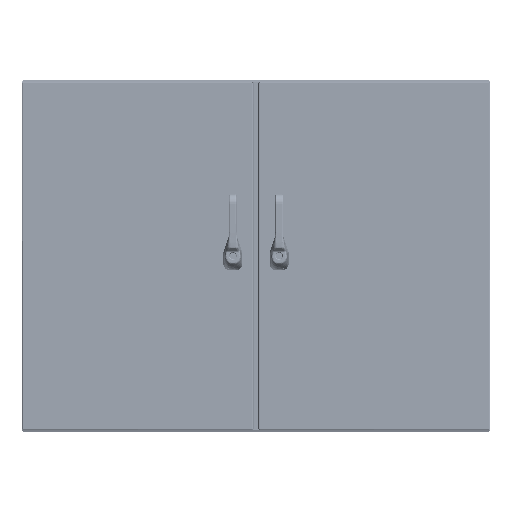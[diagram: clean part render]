
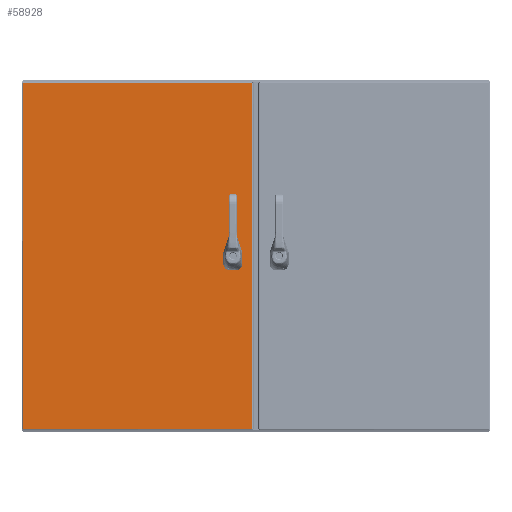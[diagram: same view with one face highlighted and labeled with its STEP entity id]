
A CAD part, top view. The second image highlights one B-rep face of the part: STEP entity #58928.
In plain terms, the highlighted face is planar.
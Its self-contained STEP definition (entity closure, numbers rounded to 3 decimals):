
#9329=LINE('',#84177,#13416);
#9333=LINE('',#84189,#13420);
#9337=LINE('',#84201,#13424);
#9341=LINE('',#84211,#13428);
#9365=LINE('',#84304,#13452);
#9380=LINE('',#84404,#13467);
#9386=LINE('',#84485,#13473);
#9400=LINE('',#84582,#13487);
#13416=VECTOR('',#68271,0.394);
#13420=VECTOR('',#68283,0.394);
#13424=VECTOR('',#68295,0.394);
#13428=VECTOR('',#68307,0.394);
#13452=VECTOR('',#68397,0.394);
#13467=VECTOR('',#68426,0.394);
#13473=VECTOR('',#68438,0.394);
#13487=VECTOR('',#68466,0.394);
#17337=PLANE('',#62188);
#18133=FACE_BOUND('',#21316,.T.);
#18134=FACE_BOUND('',#21317,.T.);
#18135=FACE_BOUND('',#21318,.T.);
#18136=FACE_BOUND('',#21319,.T.);
#18708=FACE_OUTER_BOUND('',#21315,.T.);
#21315=EDGE_LOOP('',(#45503,#45504,#45505,#45506));
#21316=EDGE_LOOP('',(#45507,#45508,#45509,#45510,#45511,#45512,#45513,#45514));
#21317=EDGE_LOOP('',(#45515));
#21318=EDGE_LOOP('',(#45516));
#21319=EDGE_LOOP('',(#45517));
#24051=CIRCLE('',#62118,0.453);
#24053=CIRCLE('',#62122,0.453);
#24055=CIRCLE('',#62126,0.453);
#24057=CIRCLE('',#62130,0.453);
#24059=CIRCLE('',#62134,0.14);
#24061=CIRCLE('',#62137,0.14);
#24063=CIRCLE('',#62140,0.14);
#27368=VERTEX_POINT('',#84168);
#27369=VERTEX_POINT('',#84170);
#27371=VERTEX_POINT('',#84176);
#27373=VERTEX_POINT('',#84182);
#27375=VERTEX_POINT('',#84188);
#27377=VERTEX_POINT('',#84194);
#27379=VERTEX_POINT('',#84200);
#27381=VERTEX_POINT('',#84206);
#27383=VERTEX_POINT('',#84215);
#27385=VERTEX_POINT('',#84220);
#27387=VERTEX_POINT('',#84225);
#27409=VERTEX_POINT('',#84295);
#27410=VERTEX_POINT('',#84303);
#27419=VERTEX_POINT('',#84395);
#27420=VERTEX_POINT('',#84403);
#35791=EDGE_CURVE('',#27369,#27368,#24051,.T.);
#35794=EDGE_CURVE('',#27371,#27369,#9329,.T.);
#35797=EDGE_CURVE('',#27373,#27371,#24053,.T.);
#35800=EDGE_CURVE('',#27375,#27373,#9333,.T.);
#35803=EDGE_CURVE('',#27377,#27375,#24055,.T.);
#35806=EDGE_CURVE('',#27379,#27377,#9337,.T.);
#35809=EDGE_CURVE('',#27381,#27379,#24057,.T.);
#35812=EDGE_CURVE('',#27368,#27381,#9341,.T.);
#35814=EDGE_CURVE('',#27383,#27383,#24059,.T.);
#35816=EDGE_CURVE('',#27385,#27385,#24061,.T.);
#35818=EDGE_CURVE('',#27387,#27387,#24063,.T.);
#35851=EDGE_CURVE('',#27410,#27409,#9365,.T.);
#35870=EDGE_CURVE('',#27420,#27419,#9380,.T.);
#35880=EDGE_CURVE('',#27419,#27410,#9386,.T.);
#35898=EDGE_CURVE('',#27409,#27420,#9400,.T.);
#45503=ORIENTED_EDGE('',*,*,#35851,.T.);
#45504=ORIENTED_EDGE('',*,*,#35898,.T.);
#45505=ORIENTED_EDGE('',*,*,#35870,.T.);
#45506=ORIENTED_EDGE('',*,*,#35880,.T.);
#45507=ORIENTED_EDGE('',*,*,#35791,.T.);
#45508=ORIENTED_EDGE('',*,*,#35812,.T.);
#45509=ORIENTED_EDGE('',*,*,#35809,.T.);
#45510=ORIENTED_EDGE('',*,*,#35806,.T.);
#45511=ORIENTED_EDGE('',*,*,#35803,.T.);
#45512=ORIENTED_EDGE('',*,*,#35800,.T.);
#45513=ORIENTED_EDGE('',*,*,#35797,.T.);
#45514=ORIENTED_EDGE('',*,*,#35794,.T.);
#45515=ORIENTED_EDGE('',*,*,#35814,.T.);
#45516=ORIENTED_EDGE('',*,*,#35816,.T.);
#45517=ORIENTED_EDGE('',*,*,#35818,.T.);
#58928=ADVANCED_FACE('',(#18708,#18133,#18134,#18135,#18136),#17337,.F.);
#62118=AXIS2_PLACEMENT_3D('',#84171,#68265,#68266);
#62122=AXIS2_PLACEMENT_3D('',#84183,#68277,#68278);
#62126=AXIS2_PLACEMENT_3D('',#84195,#68289,#68290);
#62130=AXIS2_PLACEMENT_3D('',#84207,#68301,#68302);
#62134=AXIS2_PLACEMENT_3D('',#84216,#68312,#68313);
#62137=AXIS2_PLACEMENT_3D('',#84221,#68318,#68319);
#62140=AXIS2_PLACEMENT_3D('',#84226,#68324,#68325);
#62188=AXIS2_PLACEMENT_3D('',#84668,#68491,#68492);
#68265=DIRECTION('center_axis',(0.,0.,1.));
#68266=DIRECTION('ref_axis',(-0.469,-0.883,0.));
#68271=DIRECTION('',(0.,1.,0.));
#68277=DIRECTION('center_axis',(0.,0.,1.));
#68278=DIRECTION('ref_axis',(-0.883,0.469,0.));
#68283=DIRECTION('',(1.,0.,0.));
#68289=DIRECTION('center_axis',(0.,0.,1.));
#68290=DIRECTION('ref_axis',(0.469,0.883,0.));
#68295=DIRECTION('',(0.,-1.,0.));
#68301=DIRECTION('center_axis',(0.,0.,1.));
#68302=DIRECTION('ref_axis',(0.883,-0.469,0.));
#68307=DIRECTION('',(-1.,0.,0.));
#68312=DIRECTION('center_axis',(0.,0.,1.));
#68313=DIRECTION('ref_axis',(1.,0.,0.));
#68318=DIRECTION('center_axis',(0.,0.,1.));
#68319=DIRECTION('ref_axis',(1.,0.,0.));
#68324=DIRECTION('center_axis',(0.,0.,1.));
#68325=DIRECTION('ref_axis',(1.,0.,0.));
#68397=DIRECTION('',(0.,1.,0.));
#68426=DIRECTION('',(0.,-1.,0.));
#68438=DIRECTION('',(-1.,0.,0.));
#68466=DIRECTION('',(1.,0.,0.));
#68491=DIRECTION('center_axis',(0.,0.,1.));
#68492=DIRECTION('ref_axis',(1.,0.,0.));
#84168=CARTESIAN_POINT('',(2.338,18.275,0.));
#84170=CARTESIAN_POINT('',(2.525,18.088,0.));
#84171=CARTESIAN_POINT('Origin',(2.125,17.875,0.));
#84176=CARTESIAN_POINT('',(2.525,17.662,0.));
#84177=CARTESIAN_POINT('',(2.525,17.981,0.));
#84182=CARTESIAN_POINT('',(2.338,17.475,0.));
#84183=CARTESIAN_POINT('Origin',(2.125,17.875,0.));
#84188=CARTESIAN_POINT('',(1.912,17.475,0.));
#84189=CARTESIAN_POINT('',(7.106,17.475,0.));
#84194=CARTESIAN_POINT('',(1.725,17.662,0.));
#84195=CARTESIAN_POINT('Origin',(2.125,17.875,0.));
#84200=CARTESIAN_POINT('',(1.725,18.088,0.));
#84201=CARTESIAN_POINT('',(1.725,17.769,0.));
#84206=CARTESIAN_POINT('',(1.912,18.275,0.));
#84207=CARTESIAN_POINT('Origin',(2.125,17.875,0.));
#84211=CARTESIAN_POINT('',(6.894,18.275,0.));
#84215=CARTESIAN_POINT('',(1.985,19.253,0.));
#84216=CARTESIAN_POINT('Origin',(2.125,19.253,0.));
#84220=CARTESIAN_POINT('',(1.985,18.761,0.));
#84221=CARTESIAN_POINT('Origin',(2.125,18.761,0.));
#84225=CARTESIAN_POINT('',(1.985,16.99,0.));
#84226=CARTESIAN_POINT('Origin',(2.125,16.99,0.));
#84295=CARTESIAN_POINT('',(0.121,35.629,0.));
#84303=CARTESIAN_POINT('',(0.121,0.121,0.));
#84304=CARTESIAN_POINT('',(0.121,8.998,0.));
#84395=CARTESIAN_POINT('',(23.629,0.121,0.));
#84403=CARTESIAN_POINT('',(23.629,35.629,0.));
#84404=CARTESIAN_POINT('',(23.629,26.752,0.));
#84485=CARTESIAN_POINT('',(17.752,0.121,0.));
#84582=CARTESIAN_POINT('',(5.998,35.629,0.));
#84668=CARTESIAN_POINT('Origin',(11.875,17.875,0.));
